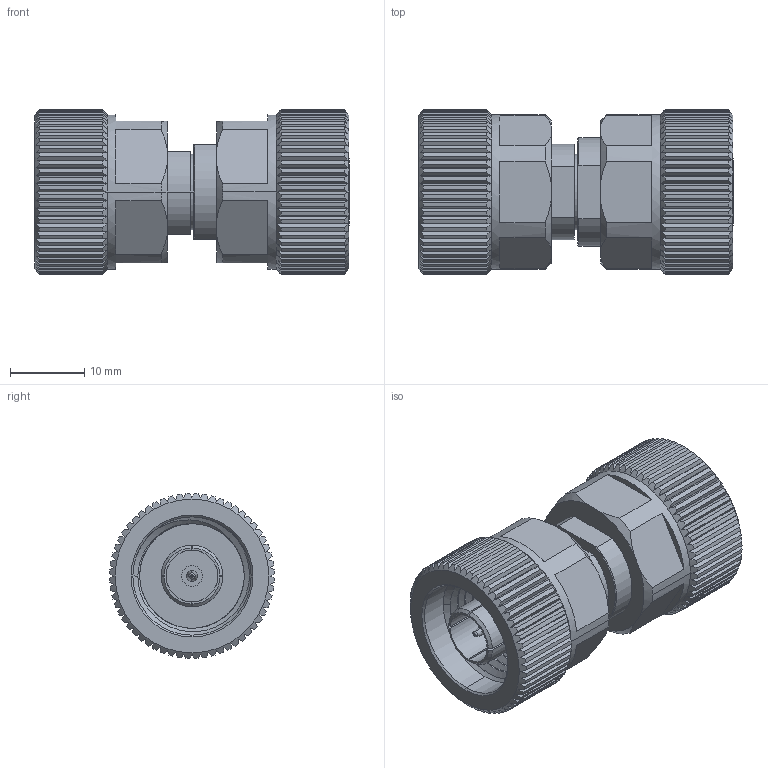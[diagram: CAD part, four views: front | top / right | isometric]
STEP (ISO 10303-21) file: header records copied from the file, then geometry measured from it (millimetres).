
FILE_DESCRIPTION (( 'STEP AP203' ), '1' );
FILE_NAME ('PE9217.step', '2019-10-09T20:06:54', ( '' ), ( '' ), 'SwSTEP 2.0', 'SolidWorks 2018', '' );
FILE_SCHEMA (( 'CONFIG_CONTROL_DESIGN' ));
Length unit declared in the file: inch
Products named in the file (1): PE9217
Bounding box: 42.25 x 22.13 x 22.13 mm (x, y, z)
Volume: 11102.7 mm3; surface area: 7696.6 mm2
Topology: 1 solids, 1 shells, 559 faces, 1595 edges, 1054 vertices
Faces by surface type: plane 319, cylinder 184, cone 47, bspline 9
Entity records: 22915 total; most frequent: CARTESIAN_POINT 9109, ORIENTED_EDGE 3190, DIRECTION 2527, EDGE_CURVE 1595, VERTEX_POINT 1054, AXIS2_PLACEMENT_3D 978, EDGE_LOOP 575, VECTOR 571
